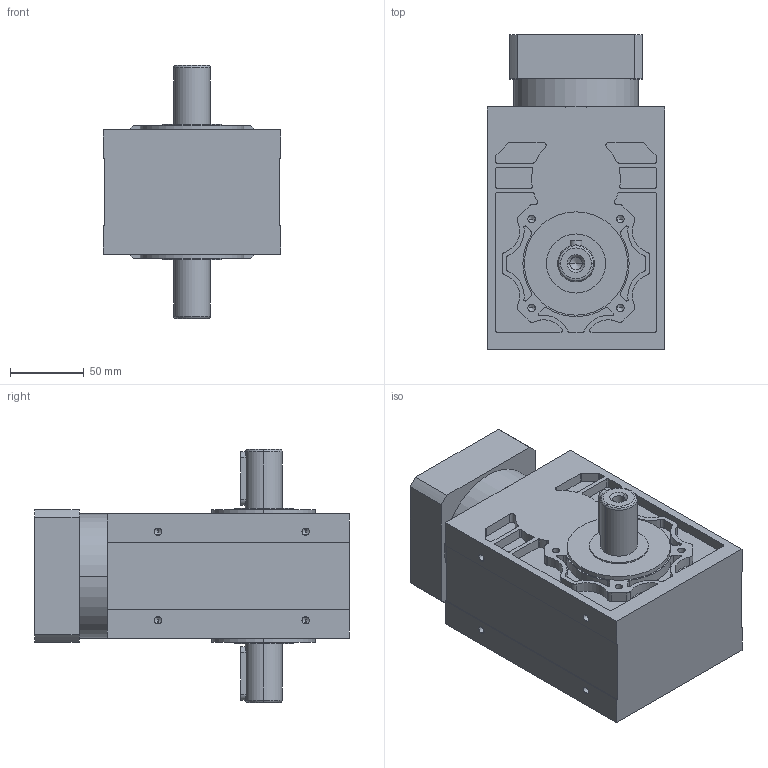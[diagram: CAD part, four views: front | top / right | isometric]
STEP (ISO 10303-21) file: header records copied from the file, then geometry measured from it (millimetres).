
FILE_DESCRIPTION((''),'2;1');
FILE_NAME('AT120-S1-80','2022-06-29T10:07:41',('Administrator'),(''),'CREO PARAMETRIC BY PTC INC, 2019010','CREO PARAMETRIC BY PTC INC, 2019010','');
FILE_SCHEMA(('CONFIG_CONTROL_DESIGN'));
Length unit declared in the file: millimetre
Products named in the file (1): AT120-S1-80
Bounding box: 120 x 213 x 172 mm (x, y, z)
Volume: 1924647.2 mm3; surface area: 152435.1 mm2
Topology: 1 solids, 1 shells, 422 faces, 1274 edges, 860 vertices
Faces by surface type: cylinder 230, plane 132, cone 52, torus 8
Entity records: 14621 total; most frequent: CARTESIAN_POINT 2705, DIRECTION 2678, ORIENTED_EDGE 2460, EDGE_CURVE 1230, AXIS2_PLACEMENT_3D 1054, VERTEX_POINT 860, CIRCLE 632, VECTOR 570
